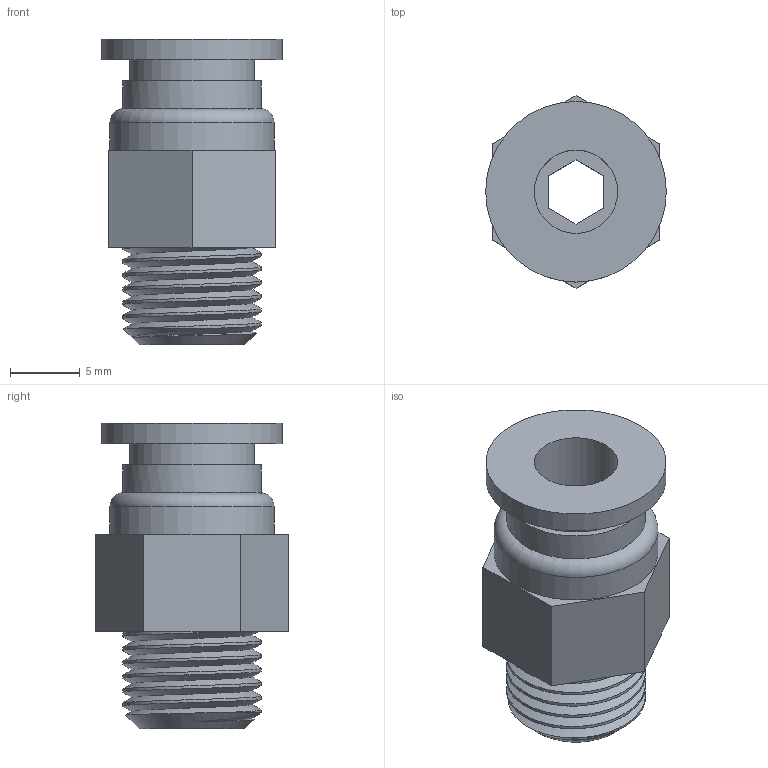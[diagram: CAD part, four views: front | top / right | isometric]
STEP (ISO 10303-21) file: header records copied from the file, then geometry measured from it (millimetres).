
FILE_DESCRIPTION(('FreeCAD Model'),'2;1');
FILE_NAME('Racor.step','2015-02-17T18:40:19',( 'FreeCAD'),('FreeCAD'),'Open CASCADE STEP processor 6.7','FreeCAD', 'Unknown');
FILE_SCHEMA(('AUTOMOTIVE_DESIGN_CC2 { 1 2 10303 214 -1 1 5 4 }'));
Length unit declared in the file: millimetre
Products named in the file (1): Pieza_Ter_Refinada
Bounding box: 13 x 13.86 x 22 mm (x, y, z)
Volume: 1632.6 mm3; surface area: 1614.9 mm2
Topology: 1 solids, 1 shells, 37 faces, 85 edges, 56 vertices
Faces by surface type: plane 20, cylinder 13, bspline 2, cone 1, torus 1
Full cylindrical faces by diameter (mm): 6 x2, 9 x1, 10 x6, 11.8 x1, 13 x1
Entity records: 22222 total; most frequent: CARTESIAN_POINT 20312, DIRECTION 265, ORIENTED_EDGE 170, PCURVE 170, DEFINITIONAL_REPRESENTATION 170, LINE 152, VECTOR 152, EDGE_CURVE 85
